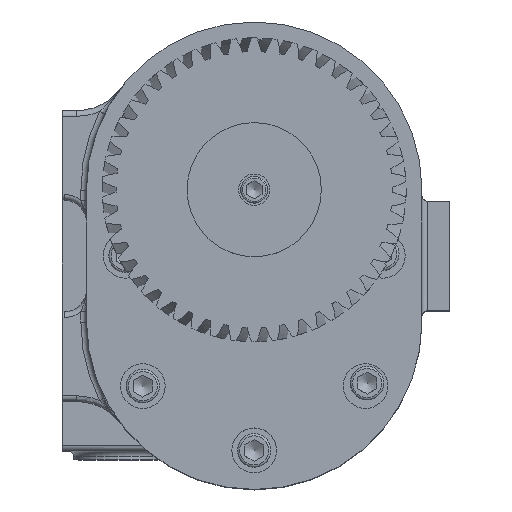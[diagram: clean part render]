
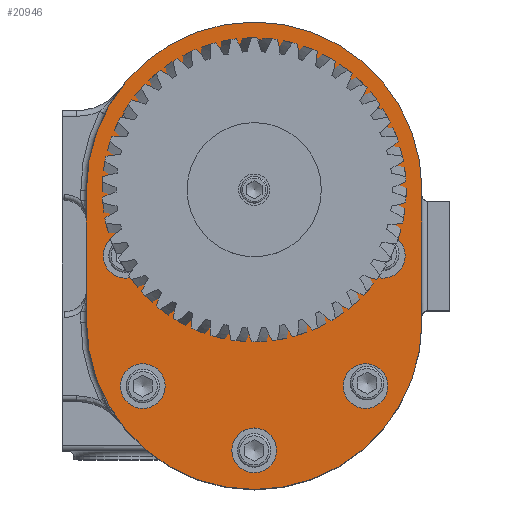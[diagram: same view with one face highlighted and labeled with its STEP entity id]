
A CAD part, top view. The second image highlights one B-rep face of the part: STEP entity #20946.
In plain terms, the highlighted face is planar.
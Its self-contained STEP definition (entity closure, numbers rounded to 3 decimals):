
#1613=FACE_BOUND('',#3568,.T.);
#1614=FACE_BOUND('',#3569,.T.);
#1615=FACE_BOUND('',#3570,.T.);
#1616=FACE_BOUND('',#3571,.T.);
#1617=FACE_BOUND('',#3572,.T.);
#1618=FACE_BOUND('',#3573,.T.);
#1619=FACE_BOUND('',#3574,.T.);
#1620=FACE_BOUND('',#3575,.T.);
#1621=FACE_BOUND('',#3576,.T.);
#1919=PLANE('',#22772);
#2296=FACE_OUTER_BOUND('',#3567,.T.);
#3567=EDGE_LOOP('',(#14328,#14329,#14330,#14331));
#3568=EDGE_LOOP('',(#14332,#14333));
#3569=EDGE_LOOP('',(#14334,#14335));
#3570=EDGE_LOOP('',(#14336,#14337));
#3571=EDGE_LOOP('',(#14338,#14339));
#3572=EDGE_LOOP('',(#14340));
#3573=EDGE_LOOP('',(#14341));
#3574=EDGE_LOOP('',(#14342));
#3575=EDGE_LOOP('',(#14343));
#3576=EDGE_LOOP('',(#14344));
#5063=LINE('',#32381,#5926);
#5067=LINE('',#32393,#5930);
#5926=VECTOR('',#25909,10.);
#5930=VECTOR('',#25921,10.);
#6794=CIRCLE('',#22658,20.);
#6795=CIRCLE('',#22659,20.);
#6800=CIRCLE('',#22666,20.);
#6801=CIRCLE('',#22667,20.);
#6806=CIRCLE('',#22674,20.);
#6807=CIRCLE('',#22675,20.);
#6812=CIRCLE('',#22682,20.);
#6813=CIRCLE('',#22683,20.);
#6857=CIRCLE('',#22755,80.);
#6858=CIRCLE('',#22757,20.);
#6859=CIRCLE('',#22759,20.);
#6860=CIRCLE('',#22761,20.);
#6861=CIRCLE('',#22763,20.);
#6863=CIRCLE('',#22767,150.);
#6865=CIRCLE('',#22771,150.);
#8532=VERTEX_POINT('',#32174);
#8533=VERTEX_POINT('',#32175);
#8538=VERTEX_POINT('',#32189);
#8539=VERTEX_POINT('',#32190);
#8544=VERTEX_POINT('',#32204);
#8545=VERTEX_POINT('',#32205);
#8550=VERTEX_POINT('',#32219);
#8551=VERTEX_POINT('',#32220);
#8595=VERTEX_POINT('',#32355);
#8596=VERTEX_POINT('',#32359);
#8597=VERTEX_POINT('',#32363);
#8598=VERTEX_POINT('',#32367);
#8599=VERTEX_POINT('',#32371);
#8602=VERTEX_POINT('',#32378);
#8603=VERTEX_POINT('',#32380);
#8605=VERTEX_POINT('',#32386);
#8607=VERTEX_POINT('',#32392);
#10800=EDGE_CURVE('',#8532,#8533,#6794,.T.);
#10801=EDGE_CURVE('',#8533,#8532,#6795,.T.);
#10807=EDGE_CURVE('',#8538,#8539,#6800,.T.);
#10808=EDGE_CURVE('',#8539,#8538,#6801,.T.);
#10814=EDGE_CURVE('',#8544,#8545,#6806,.T.);
#10815=EDGE_CURVE('',#8545,#8544,#6807,.T.);
#10821=EDGE_CURVE('',#8550,#8551,#6812,.T.);
#10822=EDGE_CURVE('',#8551,#8550,#6813,.T.);
#10884=EDGE_CURVE('',#8595,#8595,#6857,.T.);
#10886=EDGE_CURVE('',#8596,#8596,#6858,.T.);
#10888=EDGE_CURVE('',#8597,#8597,#6859,.T.);
#10890=EDGE_CURVE('',#8598,#8598,#6860,.T.);
#10892=EDGE_CURVE('',#8599,#8599,#6861,.T.);
#10896=EDGE_CURVE('',#8603,#8602,#5063,.T.);
#10899=EDGE_CURVE('',#8605,#8603,#6863,.T.);
#10902=EDGE_CURVE('',#8607,#8605,#5067,.T.);
#10905=EDGE_CURVE('',#8602,#8607,#6865,.T.);
#14328=ORIENTED_EDGE('',*,*,#10905,.T.);
#14329=ORIENTED_EDGE('',*,*,#10902,.T.);
#14330=ORIENTED_EDGE('',*,*,#10899,.T.);
#14331=ORIENTED_EDGE('',*,*,#10896,.T.);
#14332=ORIENTED_EDGE('',*,*,#10800,.T.);
#14333=ORIENTED_EDGE('',*,*,#10801,.T.);
#14334=ORIENTED_EDGE('',*,*,#10807,.T.);
#14335=ORIENTED_EDGE('',*,*,#10808,.T.);
#14336=ORIENTED_EDGE('',*,*,#10814,.T.);
#14337=ORIENTED_EDGE('',*,*,#10815,.T.);
#14338=ORIENTED_EDGE('',*,*,#10821,.T.);
#14339=ORIENTED_EDGE('',*,*,#10822,.T.);
#14340=ORIENTED_EDGE('',*,*,#10892,.T.);
#14341=ORIENTED_EDGE('',*,*,#10890,.T.);
#14342=ORIENTED_EDGE('',*,*,#10888,.T.);
#14343=ORIENTED_EDGE('',*,*,#10886,.T.);
#14344=ORIENTED_EDGE('',*,*,#10884,.T.);
#20946=ADVANCED_FACE('',(#2296,#1613,#1614,#1615,#1616,#1617,#1618,#1619,
#1620,#1621),#1919,.T.);
#22658=AXIS2_PLACEMENT_3D('',#32176,#25667,#25668);
#22659=AXIS2_PLACEMENT_3D('',#32177,#25669,#25670);
#22666=AXIS2_PLACEMENT_3D('',#32191,#25684,#25685);
#22667=AXIS2_PLACEMENT_3D('',#32192,#25686,#25687);
#22674=AXIS2_PLACEMENT_3D('',#32206,#25701,#25702);
#22675=AXIS2_PLACEMENT_3D('',#32207,#25703,#25704);
#22682=AXIS2_PLACEMENT_3D('',#32221,#25718,#25719);
#22683=AXIS2_PLACEMENT_3D('',#32222,#25720,#25721);
#22755=AXIS2_PLACEMENT_3D('',#32356,#25882,#25883);
#22757=AXIS2_PLACEMENT_3D('',#32360,#25887,#25888);
#22759=AXIS2_PLACEMENT_3D('',#32364,#25892,#25893);
#22761=AXIS2_PLACEMENT_3D('',#32368,#25897,#25898);
#22763=AXIS2_PLACEMENT_3D('',#32372,#25902,#25903);
#22767=AXIS2_PLACEMENT_3D('',#32387,#25915,#25916);
#22771=AXIS2_PLACEMENT_3D('',#32397,#25927,#25928);
#22772=AXIS2_PLACEMENT_3D('',#32398,#25929,#25930);
#25667=DIRECTION('center_axis',(-1.,0.,0.));
#25668=DIRECTION('ref_axis',(0.,0.,-1.));
#25669=DIRECTION('center_axis',(-1.,0.,0.));
#25670=DIRECTION('ref_axis',(0.,0.,-1.));
#25684=DIRECTION('center_axis',(-1.,0.,0.));
#25685=DIRECTION('ref_axis',(0.,0.,-1.));
#25686=DIRECTION('center_axis',(-1.,0.,0.));
#25687=DIRECTION('ref_axis',(0.,0.,-1.));
#25701=DIRECTION('center_axis',(-1.,0.,0.));
#25702=DIRECTION('ref_axis',(0.,0.,-1.));
#25703=DIRECTION('center_axis',(-1.,0.,0.));
#25704=DIRECTION('ref_axis',(0.,0.,-1.));
#25718=DIRECTION('center_axis',(-1.,0.,0.));
#25719=DIRECTION('ref_axis',(0.,0.,-1.));
#25720=DIRECTION('center_axis',(-1.,0.,0.));
#25721=DIRECTION('ref_axis',(0.,0.,-1.));
#25882=DIRECTION('center_axis',(-1.,0.,0.));
#25883=DIRECTION('ref_axis',(0.,-1.,0.));
#25887=DIRECTION('center_axis',(-1.,0.,0.));
#25888=DIRECTION('ref_axis',(0.,-1.,0.));
#25892=DIRECTION('center_axis',(-1.,0.,0.));
#25893=DIRECTION('ref_axis',(0.,-1.,0.));
#25897=DIRECTION('center_axis',(-1.,0.,0.));
#25898=DIRECTION('ref_axis',(0.,-1.,0.));
#25902=DIRECTION('center_axis',(-1.,0.,0.));
#25903=DIRECTION('ref_axis',(0.,-1.,0.));
#25909=DIRECTION('',(0.,1.,0.));
#25915=DIRECTION('center_axis',(1.,0.,0.));
#25916=DIRECTION('ref_axis',(0.,0.,1.));
#25921=DIRECTION('',(0.,-1.,0.));
#25927=DIRECTION('center_axis',(1.,0.,0.));
#25928=DIRECTION('ref_axis',(0.,0.,-1.));
#25929=DIRECTION('center_axis',(1.,0.,0.));
#25930=DIRECTION('ref_axis',(0.,0.,-1.));
#32174=CARTESIAN_POINT('',(53.,-57.501,79.595));
#32175=CARTESIAN_POINT('',(53.,-57.501,119.595));
#32176=CARTESIAN_POINT('Origin',(53.,-57.501,99.595));
#32177=CARTESIAN_POINT('Origin',(53.,-57.501,99.595));
#32189=CARTESIAN_POINT('',(53.,59.,95.));
#32190=CARTESIAN_POINT('',(53.,59.,135.));
#32191=CARTESIAN_POINT('Origin',(53.,59.,115.));
#32192=CARTESIAN_POINT('Origin',(53.,59.,115.));
#32204=CARTESIAN_POINT('',(53.,-57.501,-119.595));
#32205=CARTESIAN_POINT('',(53.,-57.501,-79.595));
#32206=CARTESIAN_POINT('Origin',(53.,-57.501,-99.595));
#32207=CARTESIAN_POINT('Origin',(53.,-57.501,-99.595));
#32219=CARTESIAN_POINT('',(53.,175.501,79.595));
#32220=CARTESIAN_POINT('',(53.,175.501,119.595));
#32221=CARTESIAN_POINT('Origin',(53.,175.501,99.595));
#32222=CARTESIAN_POINT('Origin',(53.,175.501,99.595));
#32355=CARTESIAN_POINT('',(53.,198.,0.));
#32356=CARTESIAN_POINT('Origin',(53.,118.,0.));
#32359=CARTESIAN_POINT('',(53.,253.,0.));
#32360=CARTESIAN_POINT('Origin',(53.,233.,0.));
#32363=CARTESIAN_POINT('',(53.,195.501,-99.595));
#32364=CARTESIAN_POINT('Origin',(53.,175.501,-99.595));
#32367=CARTESIAN_POINT('',(53.,79.,-115.));
#32368=CARTESIAN_POINT('Origin',(53.,59.,-115.));
#32371=CARTESIAN_POINT('',(53.,-95.,0.));
#32372=CARTESIAN_POINT('Origin',(53.,-115.,0.));
#32378=CARTESIAN_POINT('',(53.,118.,-150.));
#32380=CARTESIAN_POINT('',(53.,0.,-150.));
#32381=CARTESIAN_POINT('',(53.,0.,-150.));
#32386=CARTESIAN_POINT('',(53.,0.,150.));
#32387=CARTESIAN_POINT('Origin',(53.,0.,0.));
#32392=CARTESIAN_POINT('',(53.,118.,150.));
#32393=CARTESIAN_POINT('',(53.,118.,150.));
#32397=CARTESIAN_POINT('Origin',(53.,118.,0.));
#32398=CARTESIAN_POINT('Origin',(53.,59.,0.));
